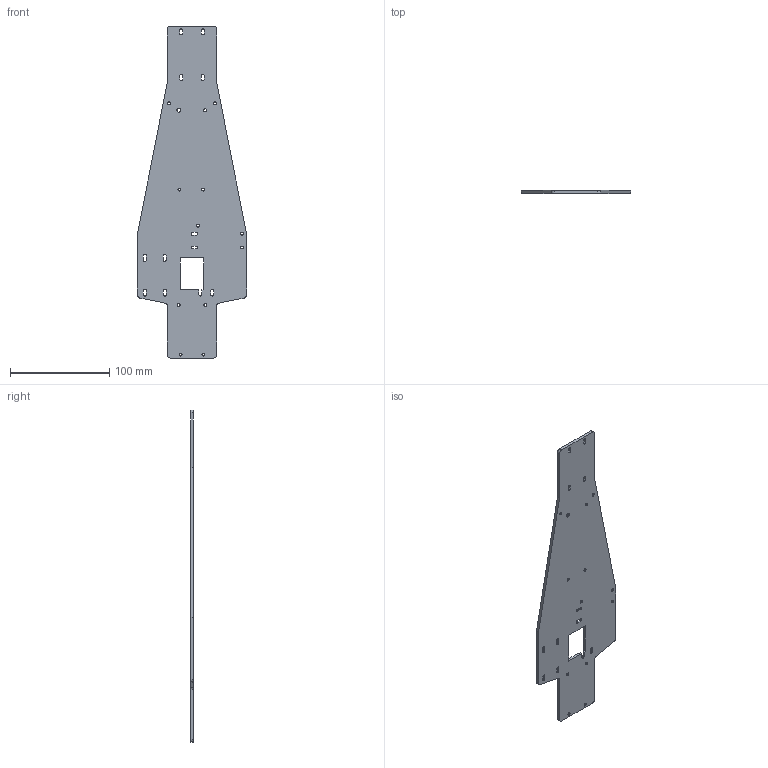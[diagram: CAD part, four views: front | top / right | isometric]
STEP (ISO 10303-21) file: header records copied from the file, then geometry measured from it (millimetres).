
FILE_DESCRIPTION(/* description */ (''),/* implementation_level */ '2;1');
FILE_NAME(/* name */ 'chassis stinger2 v1.step',/* time_stamp */ '2023-01-04T22:28:26+01:00',/* author */ (''),/* organization */ (''),/* preprocessor_version */ 'ST-DEVELOPER v19.2',/* originating_system */ 'Autodesk Translation Framework v11.17.0.187',/* authorisation */ '');
FILE_SCHEMA (('AUTOMOTIVE_DESIGN { 1 0 10303 214 3 1 1 }'));
Length unit declared in the file: millimetre
Products named in the file (1): chassis stinger2
Bounding box: 110 x 3 x 335 mm (x, y, z)
Volume: 72034.2 mm3; surface area: 52380.6 mm2
Topology: 1 solids, 1 shells, 142 faces, 396 edges, 264 vertices
Faces by surface type: plane 68, cylinder 62, cone 12
Full cylindrical faces by diameter (mm): 3 x12, 4 x1, 8 x1
Entity records: 4741 total; most frequent: DIRECTION 830, CARTESIAN_POINT 803, ORIENTED_EDGE 792, EDGE_CURVE 396, AXIS2_PLACEMENT_3D 291, VERTEX_POINT 264, LINE 248, VECTOR 248
